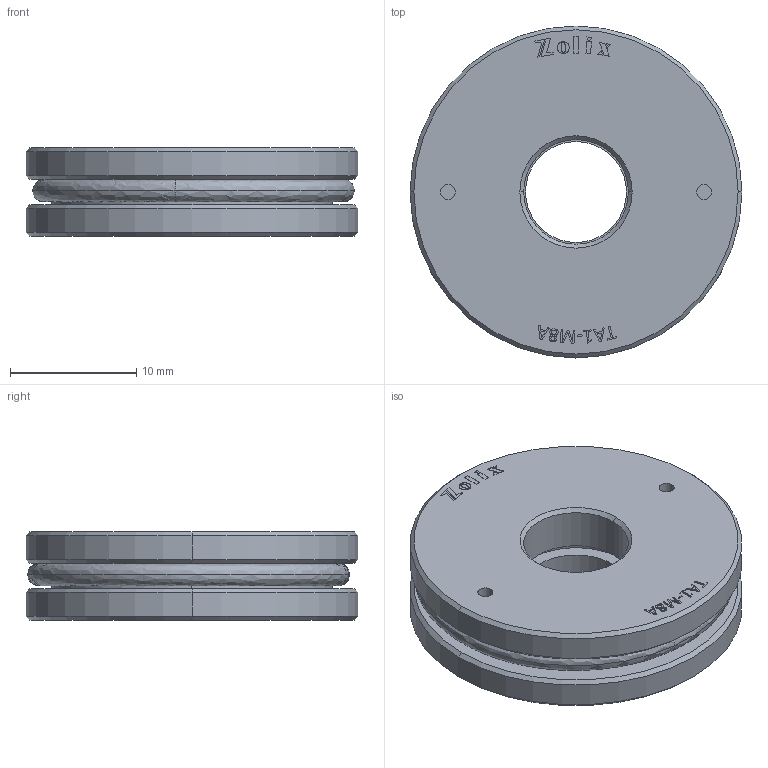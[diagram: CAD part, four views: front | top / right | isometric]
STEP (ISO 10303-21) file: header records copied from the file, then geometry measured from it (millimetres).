
FILE_DESCRIPTION (( 'STEP AP203' ), '1' );
FILE_NAME ('TA1-M8A.STEP', '2025-10-17T03:15:49', ( '' ), ( '' ), 'SwSTEP 2.0', 'SolidWorks 2020', '' );
FILE_SCHEMA (( 'CONFIG_CONTROL_DESIGN' ));
Length unit declared in the file: millimetre
Products named in the file (1): TA1-M8A
Bounding box: 26.29 x 26.29 x 7 mm (x, y, z)
Volume: 3260.6 mm3; surface area: 2460.1 mm2
Topology: 2 solids, 2 shells, 316 faces, 839 edges, 554 vertices
Faces by surface type: plane 215, bspline 69, cylinder 20, cone 12
Entity records: 11296 total; most frequent: CARTESIAN_POINT 4487, ORIENTED_EDGE 1678, DIRECTION 901, EDGE_CURVE 839, VERTEX_POINT 554, B_SPLINE_CURVE_WITH_KNOTS 494, EDGE_LOOP 347, FACE_OUTER_BOUND 316
